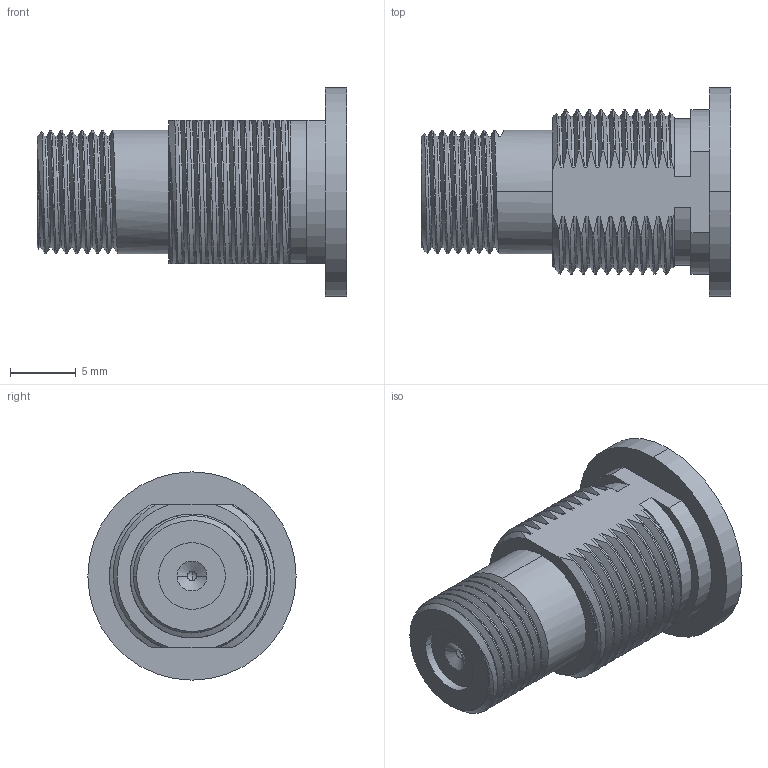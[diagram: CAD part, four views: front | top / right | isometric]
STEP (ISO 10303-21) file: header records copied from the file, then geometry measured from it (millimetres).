
FILE_DESCRIPTION((''),'2;1');
FILE_NAME('531-40010_SW0001','2013-05-30T',('Clement Lazar'),(''),'PRO/ENGINEER BY PARAMETRIC TECHNOLOGY CORPORATION, 2010100','PRO/ENGINEER BY PARAMETRIC TECHNOLOGY CORPORATION, 2010100','');
FILE_SCHEMA(('CONFIG_CONTROL_DESIGN'));
Products named in the file (1): 531-40010_SW0001
Bounding box: 23.62 x 15.88 x 15.88 mm (x, y, z)
Surface area: 1930.3 mm2 (no closed solid volume)
Topology: 0 solids, 5 shells, 147 faces, 423 edges, 281 vertices
Faces by surface type: bspline 66, cylinder 47, cone 17, plane 15, sphere 2
Entity records: 41605 total; most frequent: CARTESIAN_POINT 38286, ORIENTED_EDGE 816, DIRECTION 439, EDGE_CURVE 421, VERTEX_POINT 281, B_SPLINE_CURVE_WITH_KNOTS 213, EDGE_LOOP 155, AXIS2_PLACEMENT_3D 150
